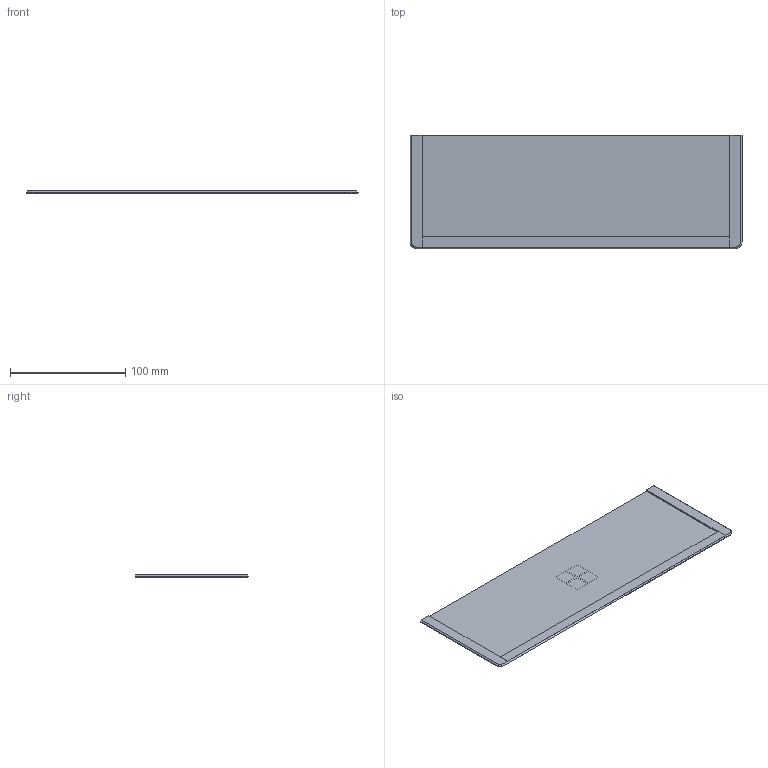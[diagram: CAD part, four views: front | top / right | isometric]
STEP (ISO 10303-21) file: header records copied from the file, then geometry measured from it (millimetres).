
FILE_DESCRIPTION (( 'STEP AP214' ), '1' );
FILE_NAME ('kickstand SP7.STEP', '2020-12-01T17:55:53', ( '' ), ( '' ), 'SwSTEP 2.0', 'SolidWorks 2020', '' );
FILE_SCHEMA (( 'AUTOMOTIVE_DESIGN' ));
Length unit declared in the file: millimetre
Products named in the file (1): kickstand SP7
Bounding box: 288.24 x 98.42 x 2.1 mm (x, y, z)
Volume: 23424.5 mm3; surface area: 58021.1 mm2
Topology: 1 solids, 1 shells, 42 faces, 100 edges, 64 vertices
Faces by surface type: plane 35, bspline 5, cone 2
Entity records: 1359 total; most frequent: CARTESIAN_POINT 276, ORIENTED_EDGE 200, DIRECTION 176, EDGE_CURVE 100, LINE 88, VECTOR 88, VERTEX_POINT 64, EDGE_LOOP 46
